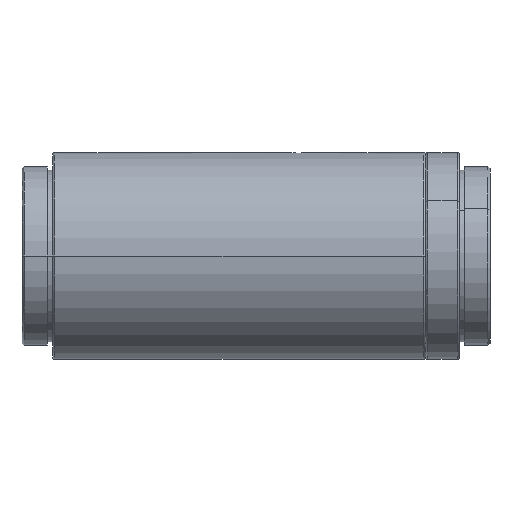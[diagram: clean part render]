
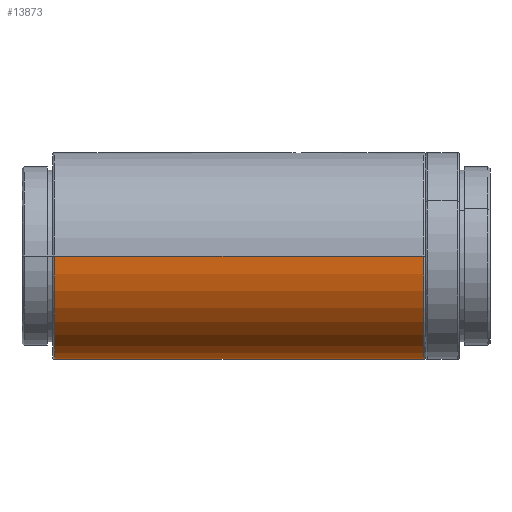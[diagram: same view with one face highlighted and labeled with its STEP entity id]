
A CAD part, front view. The second image highlights one B-rep face of the part: STEP entity #13873.
In plain terms, the highlighted cylindrical face has radius 15.25 mm (diameter 30.5 mm), a partial arc.
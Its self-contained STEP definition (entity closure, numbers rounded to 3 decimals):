
#648 = AXIS2_PLACEMENT_3D ( 'NONE', #9448, #9794, #13010 ) ;
#873 = ORIENTED_EDGE ( 'NONE', *, *, #20760, .F. ) ;
#1315 = FACE_OUTER_BOUND ( 'NONE', #6918, .T. ) ;
#2692 = DIRECTION ( 'NONE',  ( 1., 0., 0. ) ) ;
#4603 = ORIENTED_EDGE ( 'NONE', *, *, #6139, .T. ) ;
#5869 = VECTOR ( 'NONE', #20387, 1000. ) ;
#5939 = VERTEX_POINT ( 'NONE', #20995 ) ;
#6139 = EDGE_CURVE ( 'NONE', #6389, #9144, #9747, .T. ) ;
#6389 = VERTEX_POINT ( 'NONE', #10842 ) ;
#6602 = CARTESIAN_POINT ( 'NONE',  ( -76.679, 3.188, 0. ) ) ;
#6918 = EDGE_LOOP ( 'NONE', ( #873, #8786, #16878, #4603 ) ) ;
#8648 = VECTOR ( 'NONE', #13670, 1000. ) ;
#8689 = EDGE_CURVE ( 'NONE', #5939, #6389, #17098, .T. ) ;
#8786 = ORIENTED_EDGE ( 'NONE', *, *, #11424, .T. ) ;
#9144 = VERTEX_POINT ( 'NONE', #14854 ) ;
#9448 = CARTESIAN_POINT ( 'NONE',  ( -76.679, 18.438, 0. ) ) ;
#9747 = CIRCLE ( 'NONE', #10112, 15.25 ) ;
#9794 = DIRECTION ( 'NONE',  ( 1., 0., 0. ) ) ;
#10112 = AXIS2_PLACEMENT_3D ( 'NONE', #15793, #14197, #10421 ) ;
#10421 = DIRECTION ( 'NONE',  ( 0., 1., 0. ) ) ;
#10842 = CARTESIAN_POINT ( 'NONE',  ( -22.279, 33.688, 0. ) ) ;
#11424 = EDGE_CURVE ( 'NONE', #21480, #5939, #16409, .T. ) ;
#11671 = CARTESIAN_POINT ( 'NONE',  ( -21.979, 3.188, 0. ) ) ;
#11730 = CARTESIAN_POINT ( 'NONE',  ( -21.979, 33.688, 0. ) ) ;
#13010 = DIRECTION ( 'NONE',  ( 0., -1., 0. ) ) ;
#13670 = DIRECTION ( 'NONE',  ( 1., 0., 0. ) ) ;
#13873 = ADVANCED_FACE ( 'NONE', ( #1315 ), #18426, .T. ) ;
#13909 = AXIS2_PLACEMENT_3D ( 'NONE', #20377, #2692, #20260 ) ;
#14197 = DIRECTION ( 'NONE',  ( -1., 0., 0. ) ) ;
#14854 = CARTESIAN_POINT ( 'NONE',  ( -22.279, 3.188, 0. ) ) ;
#15793 = CARTESIAN_POINT ( 'NONE',  ( -22.279, 18.438, 0. ) ) ;
#16409 = CIRCLE ( 'NONE', #648, 15.25 ) ;
#16878 = ORIENTED_EDGE ( 'NONE', *, *, #8689, .T. ) ;
#17098 = LINE ( 'NONE', #11730, #8648 ) ;
#18426 = CYLINDRICAL_SURFACE ( 'NONE', #13909, 15.25 ) ;
#18433 = LINE ( 'NONE', #11671, #5869 ) ;
#20260 = DIRECTION ( 'NONE',  ( 0., 1., 0. ) ) ;
#20377 = CARTESIAN_POINT ( 'NONE',  ( -21.979, 18.438, 0. ) ) ;
#20387 = DIRECTION ( 'NONE',  ( 1., 0., 0. ) ) ;
#20760 = EDGE_CURVE ( 'NONE', #21480, #9144, #18433, .T. ) ;
#20995 = CARTESIAN_POINT ( 'NONE',  ( -76.679, 33.688, 0. ) ) ;
#21480 = VERTEX_POINT ( 'NONE', #6602 ) ;
